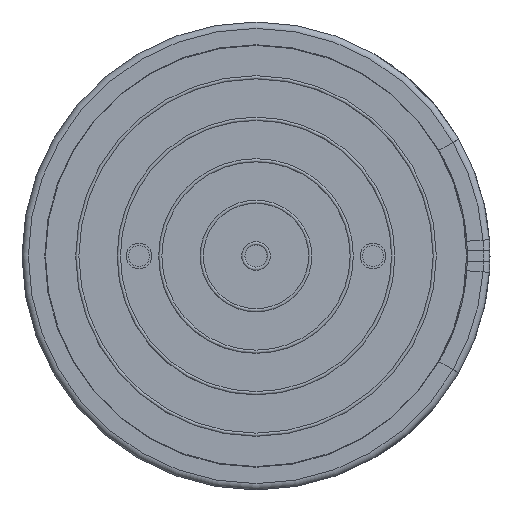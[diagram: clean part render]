
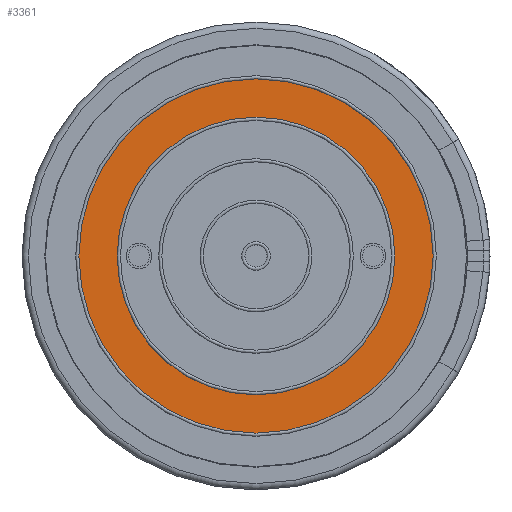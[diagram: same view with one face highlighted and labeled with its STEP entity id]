
A CAD part, front view. The second image highlights one B-rep face of the part: STEP entity #3361.
In plain terms, the highlighted planar face has unit normal (0, -1, 0).
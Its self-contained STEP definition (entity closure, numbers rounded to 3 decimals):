
#68=FACE_BOUND('',#523,.T.);
#254=PLANE('',#3735);
#375=FACE_OUTER_BOUND('',#522,.T.);
#522=EDGE_LOOP('',(#3016,#3017));
#523=EDGE_LOOP('',(#3018,#3019));
#1024=CIRCLE('',#3694,8.325);
#1025=CIRCLE('',#3695,8.325);
#1055=CIRCLE('',#3733,6.525);
#1056=CIRCLE('',#3734,6.525);
#1465=VERTEX_POINT('',#6787);
#1466=VERTEX_POINT('',#6788);
#1493=VERTEX_POINT('',#6859);
#1494=VERTEX_POINT('',#6860);
#1978=EDGE_CURVE('',#1465,#1466,#1024,.T.);
#1979=EDGE_CURVE('',#1466,#1465,#1025,.T.);
#2014=EDGE_CURVE('',#1493,#1494,#1055,.T.);
#2015=EDGE_CURVE('',#1494,#1493,#1056,.T.);
#3016=ORIENTED_EDGE('',*,*,#1978,.T.);
#3017=ORIENTED_EDGE('',*,*,#1979,.T.);
#3018=ORIENTED_EDGE('',*,*,#2014,.T.);
#3019=ORIENTED_EDGE('',*,*,#2015,.T.);
#3361=ADVANCED_FACE('',(#375,#68),#254,.T.);
#3694=AXIS2_PLACEMENT_3D('',#6789,#4478,#4479);
#3695=AXIS2_PLACEMENT_3D('',#6790,#4480,#4481);
#3733=AXIS2_PLACEMENT_3D('',#6861,#4561,#4562);
#3734=AXIS2_PLACEMENT_3D('',#6862,#4563,#4564);
#3735=AXIS2_PLACEMENT_3D('',#6864,#4566,#4567);
#4478=DIRECTION('center_axis',(0.,-1.,0.));
#4479=DIRECTION('ref_axis',(-1.,0.,0.));
#4480=DIRECTION('center_axis',(0.,-1.,0.));
#4481=DIRECTION('ref_axis',(-1.,0.,0.));
#4561=DIRECTION('center_axis',(0.,1.,0.));
#4562=DIRECTION('ref_axis',(-1.,0.,0.));
#4563=DIRECTION('center_axis',(0.,1.,0.));
#4564=DIRECTION('ref_axis',(-1.,0.,0.));
#4566=DIRECTION('center_axis',(0.,-1.,0.));
#4567=DIRECTION('ref_axis',(0.,0.,-1.));
#6787=CARTESIAN_POINT('',(-8.325,0.1,0.));
#6788=CARTESIAN_POINT('',(8.325,0.1,0.));
#6789=CARTESIAN_POINT('Origin',(0.,0.1,0.));
#6790=CARTESIAN_POINT('Origin',(0.,0.1,0.));
#6859=CARTESIAN_POINT('',(-6.525,0.1,0.));
#6860=CARTESIAN_POINT('',(6.525,0.1,0.));
#6861=CARTESIAN_POINT('Origin',(0.,0.1,0.));
#6862=CARTESIAN_POINT('Origin',(0.,0.1,0.));
#6864=CARTESIAN_POINT('Origin',(0.,0.1,0.));
